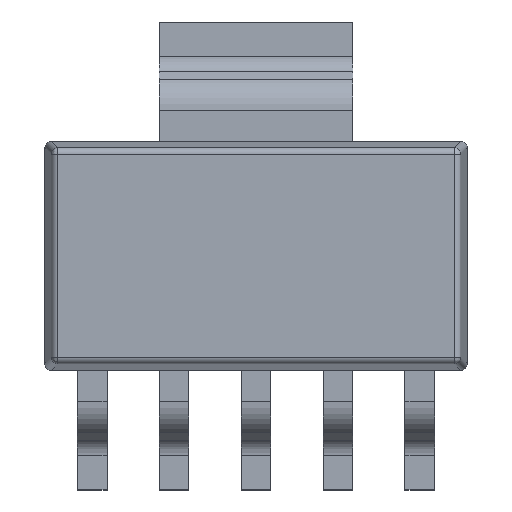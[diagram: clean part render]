
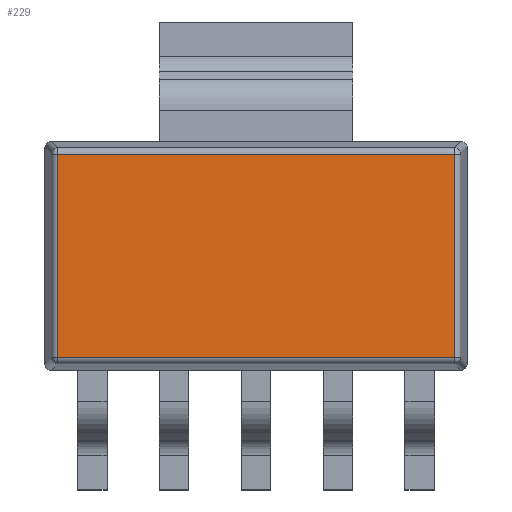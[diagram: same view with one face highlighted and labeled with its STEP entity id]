
A CAD part, top view. The second image highlights one B-rep face of the part: STEP entity #229.
In plain terms, the highlighted planar face has unit normal (0, 0, 1).
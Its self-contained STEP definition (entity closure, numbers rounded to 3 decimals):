
#229=ADVANCED_FACE('',(#1375),#1377,.T.);
#1375=FACE_BOUND('',#1376,.T.);
#1376=EDGE_LOOP('',(#2357,#2358,#2359,#2360));
#1377=PLANE('',#1378);
#1378=AXIS2_PLACEMENT_3D('',#1379,#1380,#1381);
#1379=CARTESIAN_POINT('',(0.,0.,1.8));
#1380=DIRECTION('',(0.,0.,1.));
#1381=DIRECTION('',(1.,0.,0.));
#2357=ORIENTED_EDGE('',*,*,#2965,.T.);
#2358=ORIENTED_EDGE('',*,*,#2966,.T.);
#2359=ORIENTED_EDGE('',*,*,#2967,.T.);
#2360=ORIENTED_EDGE('',*,*,#2968,.T.);
#2965=EDGE_CURVE('',#3317,#3318,#3319,.T.);
#2966=EDGE_CURVE('',#3318,#3320,#3321,.T.);
#2967=EDGE_CURVE('',#3320,#3322,#3323,.T.);
#2968=EDGE_CURVE('',#3322,#3317,#3324,.T.);
#3317=VERTEX_POINT('',#3949);
#3318=VERTEX_POINT('',#3950);
#3319=LINE('',#3951,#3952);
#3320=VERTEX_POINT('',#3954);
#3321=LINE('',#3955,#3956);
#3322=VERTEX_POINT('',#3958);
#3323=LINE('',#3959,#3960);
#3324=LINE('',#3962,#3963);
#3949=CARTESIAN_POINT('',(-3.076,-1.576,1.8));
#3950=CARTESIAN_POINT('',(3.076,-1.576,1.8));
#3951=CARTESIAN_POINT('',(-3.076,-1.576,1.8));
#3952=VECTOR('',#3953,1.);
#3953=DIRECTION('',(1.,0.,0.));
#3954=CARTESIAN_POINT('',(3.076,1.576,1.8));
#3955=CARTESIAN_POINT('',(3.076,-1.576,1.8));
#3956=VECTOR('',#3957,1.);
#3957=DIRECTION('',(0.,1.,0.));
#3958=CARTESIAN_POINT('',(-3.076,1.576,1.8));
#3959=CARTESIAN_POINT('',(3.076,1.576,1.8));
#3960=VECTOR('',#3961,1.);
#3961=DIRECTION('',(-1.,0.,0.));
#3962=CARTESIAN_POINT('',(-3.076,1.576,1.8));
#3963=VECTOR('',#3964,1.);
#3964=DIRECTION('',(0.,-1.,0.));
